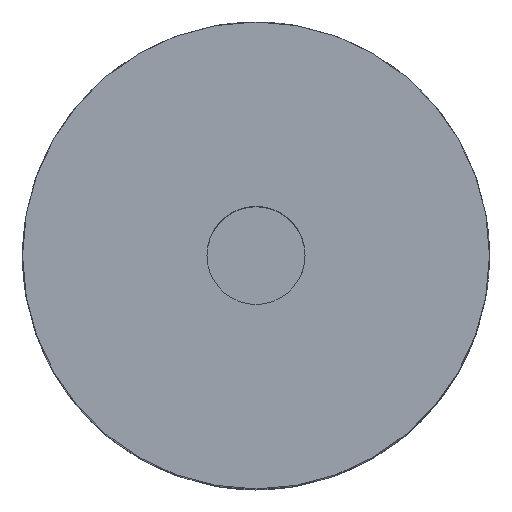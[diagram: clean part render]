
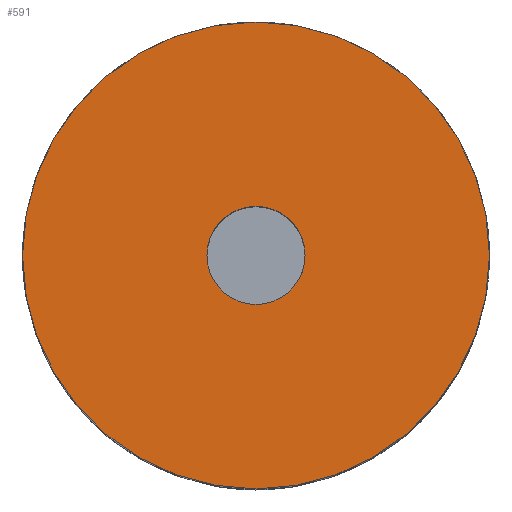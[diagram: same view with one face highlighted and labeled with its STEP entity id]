
A CAD part, top view. The second image highlights one B-rep face of the part: STEP entity #591.
In plain terms, the highlighted planar face has unit normal (0, 0, 1).
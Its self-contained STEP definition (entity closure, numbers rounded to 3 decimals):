
#591=ADVANCED_FACE('',(#1238,#1239),#1240,.T.);
#1238=FACE_BOUND('',#1660,.T.);
#1239=FACE_OUTER_BOUND('',#1661,.T.);
#1240=PLANE('',#1662);
#1660=EDGE_LOOP('',(#2320,#2321));
#1661=EDGE_LOOP('',(#2322,#2323));
#1662=AXIS2_PLACEMENT_3D('',#2324,#2325,#2326);
#2320=ORIENTED_EDGE('',*,*,#3457,.T.);
#2321=ORIENTED_EDGE('',*,*,#3428,.T.);
#2322=ORIENTED_EDGE('',*,*,#3411,.T.);
#2323=ORIENTED_EDGE('',*,*,#3471,.T.);
#2324=CARTESIAN_POINT('',(0.0,0.0,39.0));
#2325=DIRECTION('',(0.0,0.0,1.0));
#2326=DIRECTION('',(1.0,0.0,0.0));
#3411=EDGE_CURVE('',#3903,#3901,#3904,.T.);
#3428=EDGE_CURVE('',#3936,#3934,#3937,.T.);
#3457=EDGE_CURVE('',#3934,#3936,#3983,.T.);
#3471=EDGE_CURVE('',#3901,#3903,#4003,.T.);
#3901=VERTEX_POINT('',#4460);
#3903=VERTEX_POINT('',#4463);
#3904=CIRCLE('',#4464,28.55);
#3934=VERTEX_POINT('',#4584);
#3936=VERTEX_POINT('',#4587);
#3937=CIRCLE('',#4588,6.0);
#3983=CIRCLE('',#4717,6.0);
#4003=CIRCLE('',#4741,28.55);
#4460=CARTESIAN_POINT('',(-28.55,0.,39.0));
#4463=CARTESIAN_POINT('',(28.55,0.0,39.0));
#4464=AXIS2_PLACEMENT_3D('',#5735,#5736,#5737);
#4584=CARTESIAN_POINT('',(0.,-6.0,39.0));
#4587=CARTESIAN_POINT('',(0.,6.0,39.0));
#4588=AXIS2_PLACEMENT_3D('',#5760,#5761,#5762);
#4717=AXIS2_PLACEMENT_3D('',#5806,#5807,#5808);
#4741=AXIS2_PLACEMENT_3D('',#5840,#5841,#5842);
#5735=CARTESIAN_POINT('',(0.0,0.0,39.0));
#5736=DIRECTION('',(0.0,0.0,1.0));
#5737=DIRECTION('',(1.0,0.0,0.0));
#5760=CARTESIAN_POINT('',(0.0,0.0,39.0));
#5761=DIRECTION('',(0.0,0.0,-1.0));
#5762=DIRECTION('',(0.0,1.0,0.0));
#5806=CARTESIAN_POINT('',(0.0,0.0,39.0));
#5807=DIRECTION('',(0.0,0.0,-1.0));
#5808=DIRECTION('',(0.0,1.0,0.0));
#5840=CARTESIAN_POINT('',(0.0,0.0,39.0));
#5841=DIRECTION('',(0.0,0.0,1.0));
#5842=DIRECTION('',(1.0,0.0,0.0));
